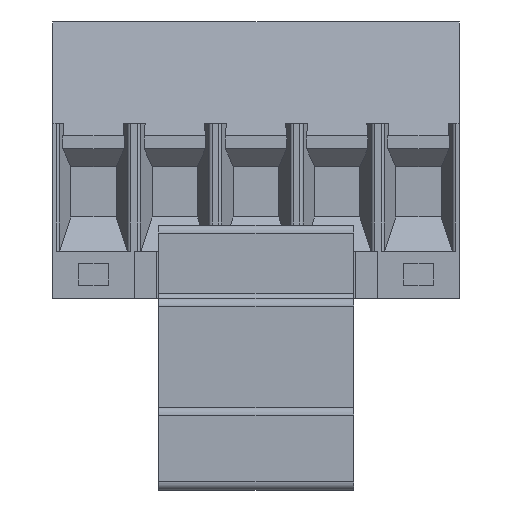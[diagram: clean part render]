
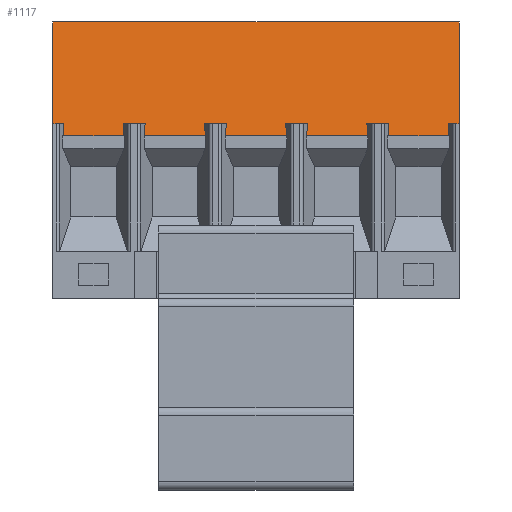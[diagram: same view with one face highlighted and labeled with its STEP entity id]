
A CAD part, front view. The second image highlights one B-rep face of the part: STEP entity #1117.
In plain terms, the highlighted planar face has unit normal (0, -0.985, 0.174).
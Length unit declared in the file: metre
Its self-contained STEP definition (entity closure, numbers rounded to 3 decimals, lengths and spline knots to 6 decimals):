
#1117=ADVANCED_FACE('',(#2323),#2324,.T.);
#2323=FACE_OUTER_BOUND('',#3569,.T.);
#2324=PLANE('',#3570);
#3569=EDGE_LOOP('',(#6890,#6891,#6892,#6893,#6894,#6895,#6896,#6897,#6898,#6899,#6900,#6901,#6902,#6903,#6904,#6905,#6906,#6907,#6908,#6909,#6910,#6911,#6912,#6913));
#3570=AXIS2_PLACEMENT_3D('',#6914,#6915,#6916);
#6890=ORIENTED_EDGE('',*,*,#8001,.T.);
#6891=ORIENTED_EDGE('',*,*,#7485,.T.);
#6892=ORIENTED_EDGE('',*,*,#8502,.F.);
#6893=ORIENTED_EDGE('',*,*,#8598,.F.);
#6894=ORIENTED_EDGE('',*,*,#7510,.T.);
#6895=ORIENTED_EDGE('',*,*,#7440,.T.);
#6896=ORIENTED_EDGE('',*,*,#7872,.T.);
#6897=ORIENTED_EDGE('',*,*,#7435,.F.);
#6898=ORIENTED_EDGE('',*,*,#8224,.F.);
#6899=ORIENTED_EDGE('',*,*,#8402,.T.);
#6900=ORIENTED_EDGE('',*,*,#8234,.T.);
#6901=ORIENTED_EDGE('',*,*,#8324,.F.);
#6902=ORIENTED_EDGE('',*,*,#8240,.F.);
#6903=ORIENTED_EDGE('',*,*,#7339,.T.);
#6904=ORIENTED_EDGE('',*,*,#7522,.T.);
#6905=ORIENTED_EDGE('',*,*,#8075,.F.);
#6906=ORIENTED_EDGE('',*,*,#8079,.T.);
#6907=ORIENTED_EDGE('',*,*,#7972,.T.);
#6908=ORIENTED_EDGE('',*,*,#8528,.T.);
#6909=ORIENTED_EDGE('',*,*,#8544,.F.);
#6910=ORIENTED_EDGE('',*,*,#8538,.T.);
#6911=ORIENTED_EDGE('',*,*,#8389,.T.);
#6912=ORIENTED_EDGE('',*,*,#8575,.T.);
#6913=ORIENTED_EDGE('',*,*,#7584,.F.);
#6914=CARTESIAN_POINT('',(0.05771,0.165009,0.105789));
#6915=DIRECTION('',(0.,-0.985,0.174));
#6916=DIRECTION('',(-1.0,0.,0.0));
#7339=EDGE_CURVE('',#8792,#8790,#8793,.T.);
#7435=EDGE_CURVE('',#8961,#8948,#8963,.T.);
#7440=EDGE_CURVE('',#8971,#8969,#8972,.T.);
#7485=EDGE_CURVE('',#9051,#9049,#9052,.T.);
#7510=EDGE_CURVE('',#9093,#8971,#9094,.T.);
#7522=EDGE_CURVE('',#8790,#9110,#9112,.T.);
#7584=EDGE_CURVE('',#9220,#9222,#9223,.T.);
#7872=EDGE_CURVE('',#8969,#8948,#9701,.T.);
#7972=EDGE_CURVE('',#9854,#9852,#9855,.T.);
#8001=EDGE_CURVE('',#9220,#9051,#9895,.T.);
#8075=EDGE_CURVE('',#9998,#9110,#10000,.T.);
#8079=EDGE_CURVE('',#9998,#9854,#10004,.T.);
#8224=EDGE_CURVE('',#10203,#8961,#10205,.T.);
#8234=EDGE_CURVE('',#10215,#10216,#10217,.T.);
#8240=EDGE_CURVE('',#8792,#10224,#10225,.T.);
#8324=EDGE_CURVE('',#10224,#10216,#10333,.T.);
#8389=EDGE_CURVE('',#10413,#10411,#10414,.T.);
#8402=EDGE_CURVE('',#10203,#10215,#10428,.T.);
#8502=EDGE_CURVE('',#10551,#9049,#10553,.T.);
#8528=EDGE_CURVE('',#9852,#10581,#10583,.T.);
#8538=EDGE_CURVE('',#10593,#10413,#10594,.T.);
#8544=EDGE_CURVE('',#10593,#10581,#10600,.T.);
#8575=EDGE_CURVE('',#10411,#9222,#10634,.T.);
#8598=EDGE_CURVE('',#9093,#10551,#10658,.T.);
#8790=VERTEX_POINT('',#10903);
#8792=VERTEX_POINT('',#10906);
#8793=LINE('',#10907,#10908);
#8948=VERTEX_POINT('',#11116);
#8961=VERTEX_POINT('',#11135);
#8963=LINE('',#11138,#11139);
#8969=VERTEX_POINT('',#11147);
#8971=VERTEX_POINT('',#11150);
#8972=LINE('',#11151,#11152);
#9049=VERTEX_POINT('',#11256);
#9051=VERTEX_POINT('',#11259);
#9052=LINE('',#11260,#11261);
#9093=VERTEX_POINT('',#11313);
#9094=LINE('',#11314,#11315);
#9110=VERTEX_POINT('',#11338);
#9112=LINE('',#11341,#11342);
#9220=VERTEX_POINT('',#11493);
#9222=VERTEX_POINT('',#11496);
#9223=LINE('',#11497,#11498);
#9701=LINE('',#12151,#12152);
#9852=VERTEX_POINT('',#12367);
#9854=VERTEX_POINT('',#12370);
#9855=LINE('',#12371,#12372);
#9895=LINE('',#12432,#12433);
#9998=VERTEX_POINT('',#12583);
#10000=LINE('',#12586,#12587);
#10004=LINE('',#12593,#12594);
#10203=VERTEX_POINT('',#12884);
#10205=LINE('',#12887,#12888);
#10215=VERTEX_POINT('',#12901);
#10216=VERTEX_POINT('',#12902);
#10217=LINE('',#12903,#12904);
#10224=VERTEX_POINT('',#12914);
#10225=LINE('',#12915,#12916);
#10333=LINE('',#13065,#13066);
#10411=VERTEX_POINT('',#13176);
#10413=VERTEX_POINT('',#13179);
#10414=LINE('',#13180,#13181);
#10428=LINE('',#13201,#13202);
#10551=VERTEX_POINT('',#13377);
#10553=LINE('',#13380,#13381);
#10581=VERTEX_POINT('',#13418);
#10583=LINE('',#13421,#13422);
#10593=VERTEX_POINT('',#13435);
#10594=LINE('',#13436,#13437);
#10600=LINE('',#13444,#13445);
#10634=LINE('',#13491,#13492);
#10658=LINE('',#13523,#13524);
#10903=CARTESIAN_POINT('',(0.037032,0.163682,0.098266));
#10906=CARTESIAN_POINT('',(0.03709,0.16355,0.097516));
#10907=CARTESIAN_POINT('',(0.03782,0.16188,0.088048));
#10908=VECTOR('',#13671,1.0);
#11116=CARTESIAN_POINT('',(0.028386,0.163682,0.098266));
#11135=CARTESIAN_POINT('',(0.028328,0.16355,0.097516));
#11138=CARTESIAN_POINT('',(0.029131,0.165386,0.107927));
#11139=VECTOR('',#13783,1.0);
#11147=CARTESIAN_POINT('',(0.027709,0.163682,0.098266));
#11150=CARTESIAN_POINT('',(0.027709,0.164784,0.104516));
#11151=CARTESIAN_POINT('',(0.027709,0.164699,0.104032));
#11152=VECTOR('',#13787,1.0);
#11256=CARTESIAN_POINT('',(0.052032,0.163682,0.098266));
#11259=CARTESIAN_POINT('',(0.05209,0.16355,0.097516));
#11260=CARTESIAN_POINT('',(0.05282,0.16188,0.088048));
#11261=VECTOR('',#13843,1.0);
#11313=CARTESIAN_POINT('',(0.052709,0.164784,0.104516));
#11314=CARTESIAN_POINT('',(0.052709,0.164784,0.104516));
#11315=VECTOR('',#13879,1.0);
#11338=CARTESIAN_POINT('',(0.038386,0.163682,0.098266));
#11341=CARTESIAN_POINT('',(0.042309,0.163682,0.098266));
#11342=VECTOR('',#13891,1.0);
#11493=CARTESIAN_POINT('',(0.048328,0.16355,0.097516));
#11496=CARTESIAN_POINT('',(0.048386,0.163682,0.098266));
#11497=CARTESIAN_POINT('',(0.049045,0.165189,0.106812));
#11498=VECTOR('',#13966,1.0);
#12151=CARTESIAN_POINT('',(0.032309,0.163682,0.098266));
#12152=VECTOR('',#14322,1.0);
#12367=CARTESIAN_POINT('',(0.042032,0.163682,0.098266));
#12370=CARTESIAN_POINT('',(0.04209,0.16355,0.097516));
#12371=CARTESIAN_POINT('',(0.04282,0.16188,0.088048));
#12372=VECTOR('',#14412,1.0);
#12432=CARTESIAN_POINT('',(0.05271,0.16355,0.097516));
#12433=VECTOR('',#14433,1.0);
#12583=CARTESIAN_POINT('',(0.038328,0.16355,0.097516));
#12586=CARTESIAN_POINT('',(0.039102,0.16532,0.107555));
#12587=VECTOR('',#14497,1.0);
#12593=CARTESIAN_POINT('',(0.04271,0.16355,0.097516));
#12594=VECTOR('',#14500,1.0);
#12884=CARTESIAN_POINT('',(0.03209,0.16355,0.097516));
#12887=CARTESIAN_POINT('',(0.027708,0.16355,0.097516));
#12888=VECTOR('',#14623,1.0);
#12901=CARTESIAN_POINT('',(0.032032,0.163682,0.098266));
#12902=CARTESIAN_POINT('',(0.033386,0.163682,0.098266));
#12903=CARTESIAN_POINT('',(0.037309,0.163682,0.098266));
#12904=VECTOR('',#14633,1.0);
#12914=CARTESIAN_POINT('',(0.033328,0.16355,0.097516));
#12915=CARTESIAN_POINT('',(0.032708,0.16355,0.097516));
#12916=VECTOR('',#14640,1.0);
#13065=CARTESIAN_POINT('',(0.034131,0.165386,0.107927));
#13066=VECTOR('',#14712,1.0);
#13176=CARTESIAN_POINT('',(0.047032,0.163682,0.098266));
#13179=CARTESIAN_POINT('',(0.04709,0.16355,0.097516));
#13180=CARTESIAN_POINT('',(0.04782,0.16188,0.088048));
#13181=VECTOR('',#14761,1.0);
#13201=CARTESIAN_POINT('',(0.03282,0.16188,0.088048));
#13202=VECTOR('',#14771,1.0);
#13377=CARTESIAN_POINT('',(0.052709,0.163682,0.098266));
#13380=CARTESIAN_POINT('',(0.048109,0.163682,0.098266));
#13381=VECTOR('',#14879,1.0);
#13418=CARTESIAN_POINT('',(0.043386,0.163682,0.098266));
#13421=CARTESIAN_POINT('',(0.04771,0.163682,0.098266));
#13422=VECTOR('',#14902,1.0);
#13435=CARTESIAN_POINT('',(0.043328,0.16355,0.097516));
#13436=CARTESIAN_POINT('',(0.04771,0.16355,0.097516));
#13437=VECTOR('',#14906,1.0);
#13444=CARTESIAN_POINT('',(0.044073,0.165254,0.107184));
#13445=VECTOR('',#14908,1.0);
#13491=CARTESIAN_POINT('',(0.05271,0.163682,0.098266));
#13492=VECTOR('',#14930,1.0);
#13523=CARTESIAN_POINT('',(0.052709,0.164699,0.104032));
#13524=VECTOR('',#14938,1.0);
#13671=DIRECTION('',(-0.076,0.173,0.982));
#13783=DIRECTION('',(0.076,0.173,0.982));
#13787=DIRECTION('',(0.,-0.174,-0.985));
#13843=DIRECTION('',(-0.076,0.173,0.982));
#13879=DIRECTION('',(-1.0,0.,0.));
#13891=DIRECTION('',(1.0,0.,0.));
#13966=DIRECTION('',(0.076,0.173,0.982));
#14322=DIRECTION('',(1.0,0.,0.));
#14412=DIRECTION('',(-0.076,0.173,0.982));
#14433=DIRECTION('',(1.0,0.,0.));
#14497=DIRECTION('',(0.076,0.173,0.982));
#14500=DIRECTION('',(1.0,0.,0.));
#14623=DIRECTION('',(-1.0,0.,0.));
#14633=DIRECTION('',(1.0,0.,0.));
#14640=DIRECTION('',(-1.0,0.,0.));
#14712=DIRECTION('',(0.076,0.173,0.982));
#14761=DIRECTION('',(-0.076,0.173,0.982));
#14771=DIRECTION('',(-0.076,0.173,0.982));
#14879=DIRECTION('',(-1.0,0.,0.));
#14902=DIRECTION('',(1.0,0.,0.));
#14906=DIRECTION('',(1.0,0.,0.));
#14908=DIRECTION('',(0.076,0.173,0.982));
#14930=DIRECTION('',(1.0,0.,0.));
#14938=DIRECTION('',(0.,-0.174,-0.985));
